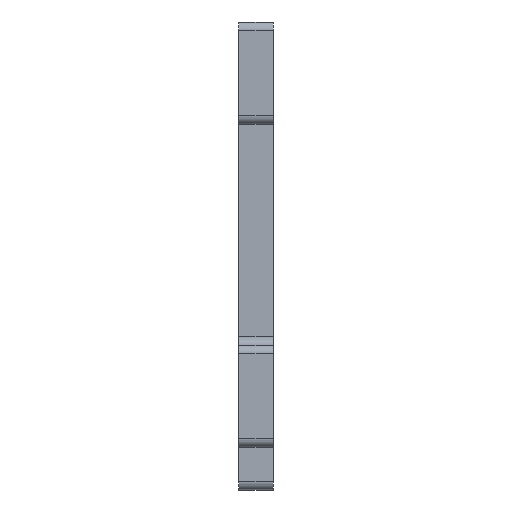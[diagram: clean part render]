
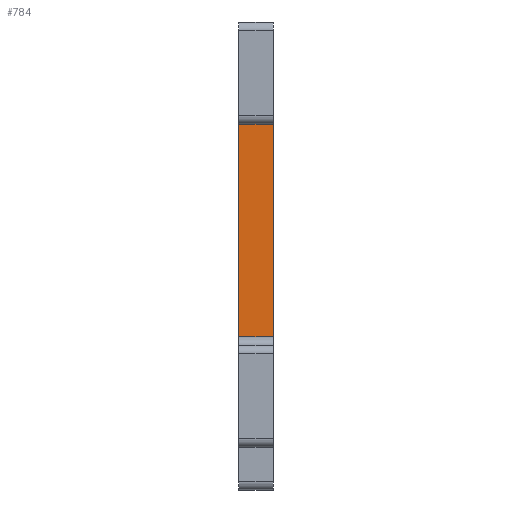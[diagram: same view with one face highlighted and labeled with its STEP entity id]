
A CAD part, left-side view. The second image highlights one B-rep face of the part: STEP entity #784.
In plain terms, the highlighted planar face has unit normal (-1, 0, 0).
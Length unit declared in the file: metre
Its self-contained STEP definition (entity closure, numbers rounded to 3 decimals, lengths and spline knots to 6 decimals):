
#96=ORIENTED_EDGE('',*,*,#336,.T.);
#97=ORIENTED_EDGE('',*,*,#337,.T.);
#98=ORIENTED_EDGE('',*,*,#338,.F.);
#99=ORIENTED_EDGE('',*,*,#339,.T.);
#336=EDGE_CURVE('',#456,#457,#536,.T.);
#337=EDGE_CURVE('',#457,#458,#537,.F.);
#338=EDGE_CURVE('',#459,#458,#538,.T.);
#339=EDGE_CURVE('',#459,#456,#539,.T.);
#456=VERTEX_POINT('',#1218);
#457=VERTEX_POINT('',#1219);
#458=VERTEX_POINT('',#1221);
#459=VERTEX_POINT('',#1223);
#536=LINE('',#1217,#616);
#537=LINE('',#1220,#617);
#538=LINE('',#1222,#618);
#539=LINE('',#1224,#619);
#616=VECTOR('',#955,1.);
#617=VECTOR('',#956,1.);
#618=VECTOR('',#957,1.);
#619=VECTOR('',#958,1.);
#678=EDGE_LOOP('',(#96,#97,#98,#99));
#720=FACE_BOUND('',#678,.T.);
#762=PLANE('',#839);
#784=ADVANCED_FACE('',(#720),#762,.F.);
#839=AXIS2_PLACEMENT_3D('',#1216,#953,#954);
#953=DIRECTION('',(1.,0.,0.));
#954=DIRECTION('',(0.,0.,-1.));
#955=DIRECTION('',(0.,0.,-1.));
#956=DIRECTION('',(0.,1.,0.));
#957=DIRECTION('',(0.,0.,-1.));
#958=DIRECTION('',(0.,1.,0.));
#1216=CARTESIAN_POINT('',(-0.008924,-0.004,0.022279));
#1217=CARTESIAN_POINT('',(-0.008924,0.,0.022279));
#1218=CARTESIAN_POINT('',(-0.008924,0.,0.037779));
#1219=CARTESIAN_POINT('',(-0.008924,0.,0.006779));
#1220=CARTESIAN_POINT('',(-0.008924,-0.004,0.006779));
#1221=CARTESIAN_POINT('',(-0.008924,-0.004,0.006779));
#1222=CARTESIAN_POINT('',(-0.008924,-0.004,0.022279));
#1223=CARTESIAN_POINT('',(-0.008924,-0.004,0.037779));
#1224=CARTESIAN_POINT('',(-0.008924,0.,0.037779));
